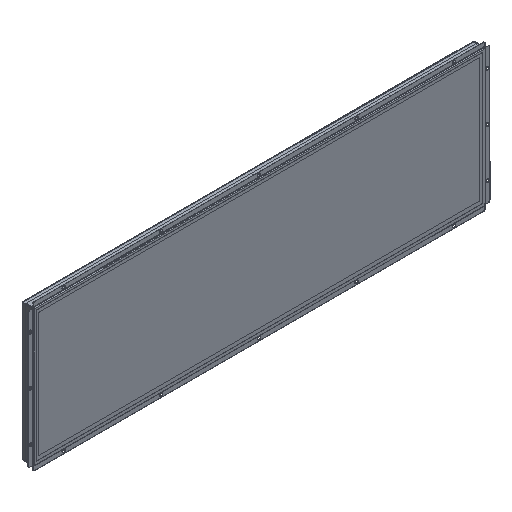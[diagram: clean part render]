
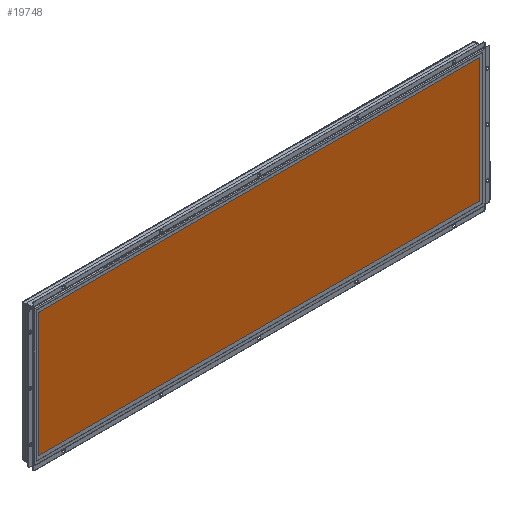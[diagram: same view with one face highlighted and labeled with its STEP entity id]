
A CAD part, isometric view. The second image highlights one B-rep face of the part: STEP entity #19748.
In plain terms, the highlighted face is planar.
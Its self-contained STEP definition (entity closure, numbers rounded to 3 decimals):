
#1816=CIRCLE('',#21355,2.);
#1817=CIRCLE('',#21356,2.);
#1818=CIRCLE('',#21357,2.);
#1819=CIRCLE('',#21358,2.);
#2508=FACE_OUTER_BOUND('',#3692,.T.);
#3692=EDGE_LOOP('',(#13922,#13923,#13924,#13925,#13926,#13927,#13928,#13929));
#5001=LINE('',#28701,#6831);
#5002=LINE('',#28705,#6832);
#5003=LINE('',#28709,#6833);
#5004=LINE('',#28712,#6834);
#6831=VECTOR('',#23493,10.);
#6832=VECTOR('',#23496,10.);
#6833=VECTOR('',#23499,10.);
#6834=VECTOR('',#23502,10.);
#8784=VERTEX_POINT('',#28697);
#8785=VERTEX_POINT('',#28698);
#8786=VERTEX_POINT('',#28700);
#8787=VERTEX_POINT('',#28702);
#8788=VERTEX_POINT('',#28704);
#8789=VERTEX_POINT('',#28706);
#8790=VERTEX_POINT('',#28708);
#8791=VERTEX_POINT('',#28710);
#10722=EDGE_CURVE('',#8784,#8785,#1816,.T.);
#10723=EDGE_CURVE('',#8786,#8784,#5001,.T.);
#10724=EDGE_CURVE('',#8787,#8786,#1817,.T.);
#10725=EDGE_CURVE('',#8788,#8787,#5002,.T.);
#10726=EDGE_CURVE('',#8789,#8788,#1818,.T.);
#10727=EDGE_CURVE('',#8790,#8789,#5003,.T.);
#10728=EDGE_CURVE('',#8791,#8790,#1819,.T.);
#10729=EDGE_CURVE('',#8785,#8791,#5004,.T.);
#13922=ORIENTED_EDGE('',*,*,#10722,.T.);
#13923=ORIENTED_EDGE('',*,*,#10729,.T.);
#13924=ORIENTED_EDGE('',*,*,#10728,.T.);
#13925=ORIENTED_EDGE('',*,*,#10727,.T.);
#13926=ORIENTED_EDGE('',*,*,#10726,.T.);
#13927=ORIENTED_EDGE('',*,*,#10725,.T.);
#13928=ORIENTED_EDGE('',*,*,#10724,.T.);
#13929=ORIENTED_EDGE('',*,*,#10723,.T.);
#19000=PLANE('',#21377);
#19748=ADVANCED_FACE('',(#2508),#19000,.T.);
#21355=AXIS2_PLACEMENT_3D('',#28699,#23491,#23492);
#21356=AXIS2_PLACEMENT_3D('',#28703,#23494,#23495);
#21357=AXIS2_PLACEMENT_3D('',#28707,#23497,#23498);
#21358=AXIS2_PLACEMENT_3D('',#28711,#23500,#23501);
#21377=AXIS2_PLACEMENT_3D('',#28763,#23559,#23560);
#23491=DIRECTION('center_axis',(0.,0.,1.));
#23492=DIRECTION('ref_axis',(-1.,0.,0.));
#23493=DIRECTION('',(0.,1.,0.));
#23494=DIRECTION('center_axis',(0.,0.,1.));
#23495=DIRECTION('ref_axis',(0.,1.,0.));
#23496=DIRECTION('',(1.,0.,0.));
#23497=DIRECTION('center_axis',(0.,0.,1.));
#23498=DIRECTION('ref_axis',(1.,0.,0.));
#23499=DIRECTION('',(0.,-1.,0.));
#23500=DIRECTION('center_axis',(0.,0.,1.));
#23501=DIRECTION('ref_axis',(0.,-1.,0.));
#23502=DIRECTION('',(-1.,0.,0.));
#23559=DIRECTION('center_axis',(0.,0.,1.));
#23560=DIRECTION('ref_axis',(1.,0.,0.));
#28697=CARTESIAN_POINT('',(452.16,125.17,16.9));
#28698=CARTESIAN_POINT('',(450.16,127.17,16.9));
#28699=CARTESIAN_POINT('Origin',(450.16,125.17,16.9));
#28700=CARTESIAN_POINT('',(452.16,-125.17,16.9));
#28701=CARTESIAN_POINT('',(452.16,-62.585,16.9));
#28702=CARTESIAN_POINT('',(450.16,-127.17,16.9));
#28703=CARTESIAN_POINT('Origin',(450.16,-125.17,16.9));
#28704=CARTESIAN_POINT('',(-450.16,-127.17,16.9));
#28705=CARTESIAN_POINT('',(-225.08,-127.17,16.9));
#28706=CARTESIAN_POINT('',(-452.16,-125.17,16.9));
#28707=CARTESIAN_POINT('Origin',(-450.16,-125.17,16.9));
#28708=CARTESIAN_POINT('',(-452.16,125.17,16.9));
#28709=CARTESIAN_POINT('',(-452.16,62.585,16.9));
#28710=CARTESIAN_POINT('',(-450.16,127.17,16.9));
#28711=CARTESIAN_POINT('Origin',(-450.16,125.17,16.9));
#28712=CARTESIAN_POINT('',(225.08,127.17,16.9));
#28763=CARTESIAN_POINT('Origin',(0.,0.,
16.9));
